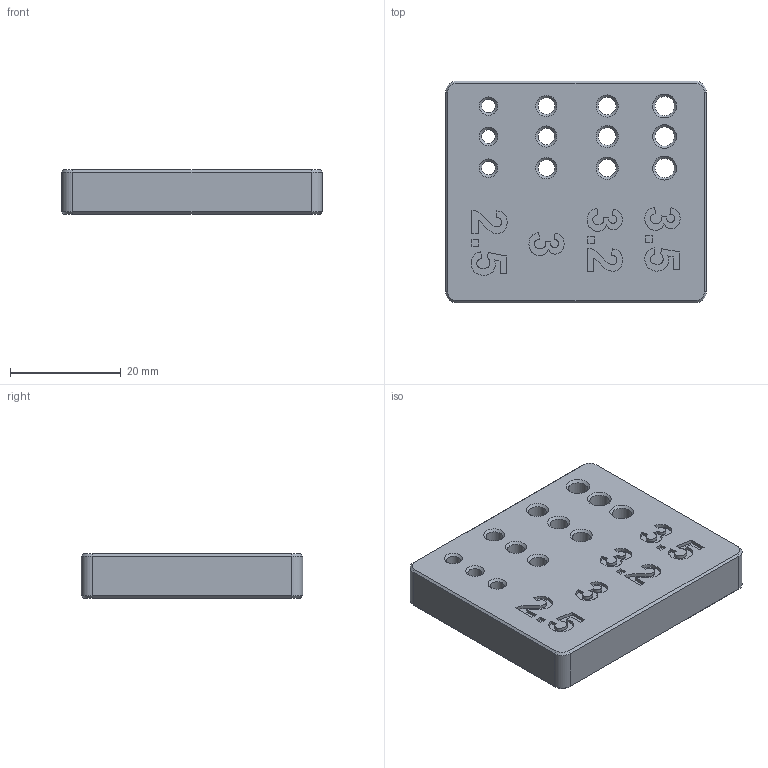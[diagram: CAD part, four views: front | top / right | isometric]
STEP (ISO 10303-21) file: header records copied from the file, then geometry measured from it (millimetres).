
FILE_DESCRIPTION(/* description */ ('Unknown'),/* implementation_level */ '2;1');
FILE_NAME(/* name */ 'Hole Calibration',/* time_stamp */ '2025-07-19T17:54:30+02:00',/* author */ ('Unknown'),/* organization */ ('Unknown'),/* preprocessor_version */ 'ST-DEVELOPER v20',/* originating_system */ 'Solid Edge',/* authorisation */ 'Unknown');
FILE_SCHEMA (('AUTOMOTIVE_DESIGN {1 0 10303 214 3 1 1}'));
Length unit declared in the file: millimetre
Products named in the file (1): Hole Calibration
Bounding box: 47.04 x 40 x 8 mm (x, y, z)
Volume: 14207 mm3; surface area: 5858.4 mm2
Topology: 1 solids, 1 shells, 135 faces, 329 edges, 206 vertices
Faces by surface type: plane 67, cone 32, bspline 20, cylinder 16
Full cylindrical faces by diameter (mm): 2.5 x3, 3 x3, 3.2 x3, 3.5 x3
Entity records: 4999 total; most frequent: CARTESIAN_POINT 1989, ORIENTED_EDGE 586, DIRECTION 549, EDGE_CURVE 293, VERTEX_POINT 206, EDGE_LOOP 205, FACE_BOUND 205, LINE 189
